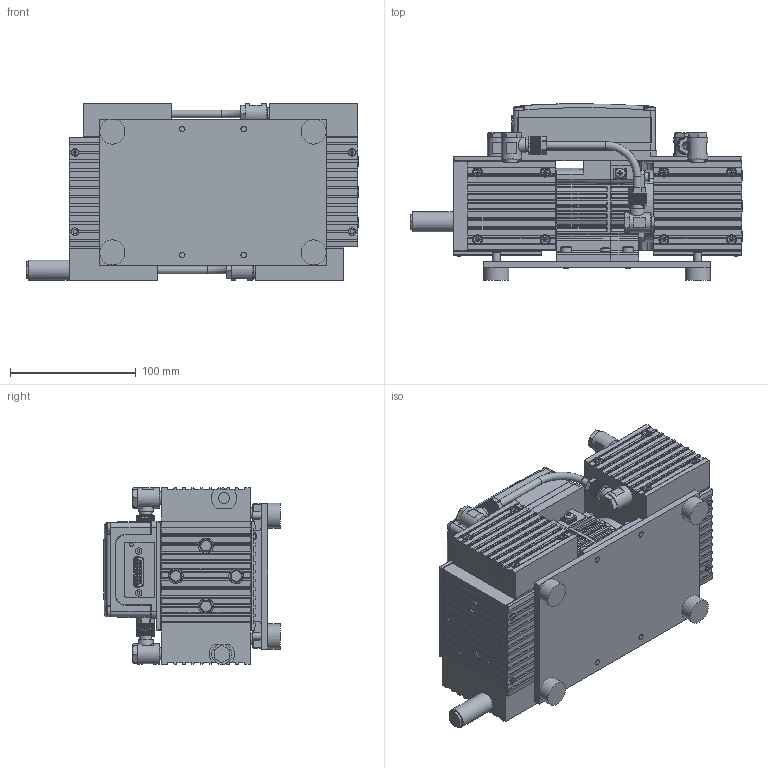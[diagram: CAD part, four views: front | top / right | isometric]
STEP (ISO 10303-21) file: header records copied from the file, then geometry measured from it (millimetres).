
FILE_DESCRIPTION(/* description */ (''),/* implementation_level */ '2;1');
FILE_NAME(/* name */ 'PK900683.stp',/* time_stamp */ '2015-11-03T09:08:44+01:00',/* author */ ('schaefer'),/* organization */ (''),/* preprocessor_version */ 'ST-DEVELOPER v15.6',/* originating_system */ 'Autodesk Inventor 2015',/* authorisation */ '');
FILE_SCHEMA (('AUTOMOTIVE_DESIGN { 1 0 10303 214 3 1 1 }'));
Products named in the file (1): PK900683_SW
Bounding box: 263.7 x 140.33 x 140.05 mm (x, y, z)
Volume: 2351679.8 mm3; surface area: 309072.4 mm2
Topology: 2 solids, 10 shells, 6467 faces, 17831 edges, 11373 vertices
Faces by surface type: plane 3647, cylinder 2052, bspline 338, cone 195, torus 157, sphere 78
Full cylindrical faces by diameter (mm): 1.123 x15, 1.6 x2, 2 x2, 2.261 x15, 2.4 x8, 2.8 x1, 2.9 x9, 3 x4, 3.24 x11, 3.3 x2, 3.8 x4, 4 x4, 4.3 x3, 4.4 x4, 4.5 x7, 4.8 x2, 5 x4, 5.5 x5, 5.6 x8, 6 x18, 6.5 x11, 7 x16, 7.22 x3, 8 x16, 8.5 x4, 8.57 x1, 8.8 x2, 9.5 x6, 9.8 x6, 10 x3
Entity records: 229107 total; most frequent: CARTESIAN_POINT 67787, ORIENTED_EDGE 34205, DIRECTION 32731, EDGE_CURVE 17103, VERTEX_POINT 11213, LINE 11077, VECTOR 11077, AXIS2_PLACEMENT_3D 10827
